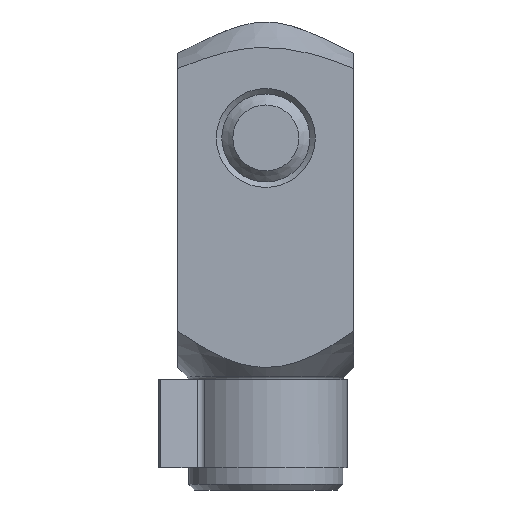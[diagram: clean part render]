
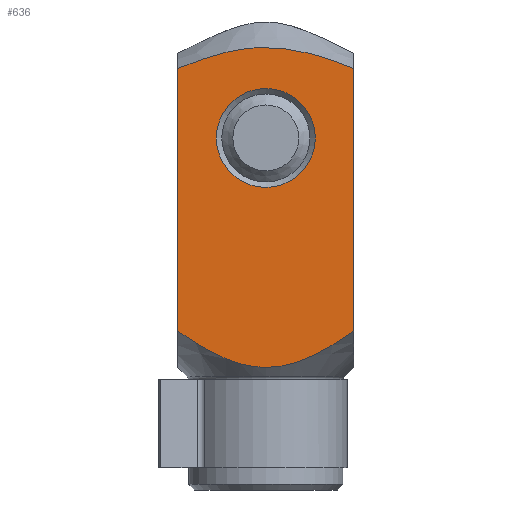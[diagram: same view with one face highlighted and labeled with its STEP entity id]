
A CAD part, front view. The second image highlights one B-rep face of the part: STEP entity #636.
In plain terms, the highlighted planar face has unit normal (0, -1, 0).
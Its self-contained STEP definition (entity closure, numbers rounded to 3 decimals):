
#228=CARTESIAN_POINT('',(-8.,-8.,14.454));
#229=VERTEX_POINT('',#228);
#260=CARTESIAN_POINT('',(8.,-8.,14.454));
#261=VERTEX_POINT('',#260);
#275=CARTESIAN_POINT('',(8.,-8.,14.454));
#276=CARTESIAN_POINT('',(0.,-8.0,8.797));
#277=CARTESIAN_POINT('',(-8.,-8.,14.454));
#285=(BOUNDED_CURVE()B_SPLINE_CURVE(2,(#275,#276,#277),.UNSPECIFIED.,.F.,.U.)B_SPLINE_CURVE_WITH_KNOTS((3,3),(0.361,2.537),.UNSPECIFIED.)CURVE()GEOMETRIC_REPRESENTATION_ITEM()RATIONAL_B_SPLINE_CURVE((1.191,1.684,1.191))REPRESENTATION_ITEM(''));
#286=EDGE_CURVE('',#261,#229,#285,.T.);
#564=CARTESIAN_POINT('',(4.5,-8.,32.0));
#565=VERTEX_POINT('',#564);
#566=CARTESIAN_POINT('',(0.,-8.,32.0));
#567=DIRECTION('',(0.0,-1.0,0.0));
#568=DIRECTION('',(-1.0,0.0,0.0));
#569=AXIS2_PLACEMENT_3D('',#566,#567,#568);
#570=CIRCLE('',#569,4.5);
#571=EDGE_CURVE('',#565,#565,#570,.T.);
#596=CARTESIAN_POINT('',(8.,-8.,0.0));
#597=DIRECTION('',(0.0,-1.0,0.0));
#598=DIRECTION('',(0.0,0.0,-1.0));
#599=AXIS2_PLACEMENT_3D('',#596,#597,#598);
#600=PLANE('',#599);
#601=CARTESIAN_POINT('',(-8.,-8.0,38.318));
#602=VERTEX_POINT('',#601);
#603=CARTESIAN_POINT('',(8.,-8.,38.318));
#604=VERTEX_POINT('',#603);
#605=CARTESIAN_POINT('',(-8.,-8.0,38.318));
#606=CARTESIAN_POINT('',(0.0,-8.0,41.584));
#607=CARTESIAN_POINT('',(8.,-8.,38.318));
#615=(BOUNDED_CURVE()B_SPLINE_CURVE(2,(#605,#606,#607),.UNSPECIFIED.,.F.,.U.)B_SPLINE_CURVE_WITH_KNOTS((3,3),(0.332,2.332),.UNSPECIFIED.)CURVE()GEOMETRIC_REPRESENTATION_ITEM()RATIONAL_B_SPLINE_CURVE((1.191,1.684,1.191))REPRESENTATION_ITEM(''));
#616=EDGE_CURVE('',#602,#604,#615,.T.);
#617=ORIENTED_EDGE('',*,*,#616,.F.);
#618=CARTESIAN_POINT('',(-8.,-8.0,14.454));
#619=DIRECTION('',(0.0,0.0,1.0));
#620=VECTOR('',#619,23.863);
#621=LINE('',#618,#620);
#622=EDGE_CURVE('',#229,#602,#621,.T.);
#623=ORIENTED_EDGE('',*,*,#622,.F.);
#624=ORIENTED_EDGE('',*,*,#286,.F.);
#625=CARTESIAN_POINT('',(8.,-8.,14.454));
#626=DIRECTION('',(0.0,0.0,1.0));
#627=VECTOR('',#626,23.863);
#628=LINE('',#625,#627);
#629=EDGE_CURVE('',#261,#604,#628,.T.);
#630=ORIENTED_EDGE('',*,*,#629,.T.);
#631=EDGE_LOOP('',(#617,#623,#624,#630));
#632=FACE_OUTER_BOUND('',#631,.T.);
#633=ORIENTED_EDGE('',*,*,#571,.F.);
#634=EDGE_LOOP('',(#633));
#635=FACE_BOUND('',#634,.T.);
#636=ADVANCED_FACE('',(#632,#635),#600,.T.);
